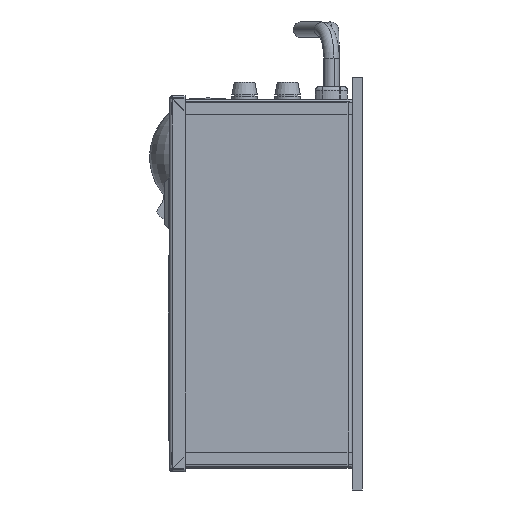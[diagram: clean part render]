
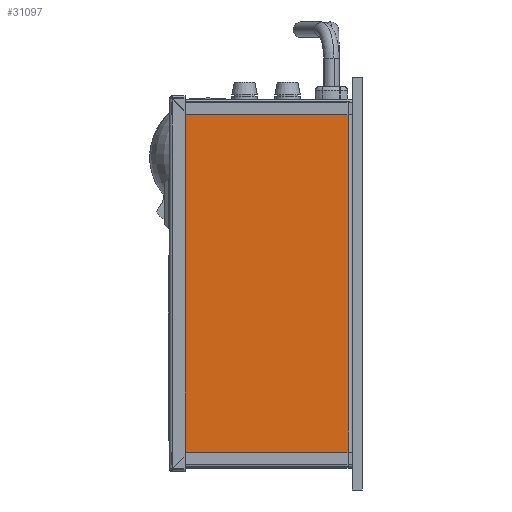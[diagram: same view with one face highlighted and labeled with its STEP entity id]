
A CAD part, left-side view. The second image highlights one B-rep face of the part: STEP entity #31097.
In plain terms, the highlighted face is planar.
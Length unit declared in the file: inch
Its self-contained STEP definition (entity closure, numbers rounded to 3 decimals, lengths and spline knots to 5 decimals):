
#150 = LINE ( 'NONE', #55721, #58304 ) ;
#501 = VERTEX_POINT ( 'NONE', #50841 ) ;
#1892 = ORIENTED_EDGE ( 'NONE', *, *, #10548, .T. ) ;
#3752 = EDGE_CURVE ( 'NONE', #31644, #23272, #150, .T. ) ;
#5646 = CIRCLE ( 'NONE', #30445, 0.31 ) ;
#5764 = CARTESIAN_POINT ( 'NONE',  ( 0.73, 0.0302, 8.84 ) ) ;
#7645 = CARTESIAN_POINT ( 'NONE',  ( 0.73, 4.0222, 0. ) ) ;
#9245 = CARTESIAN_POINT ( 'NONE',  ( 0.73, 4.0222, 8.53 ) ) ;
#10548 = EDGE_CURVE ( 'NONE', #70076, #31644, #46106, .T. ) ;
#11336 = CARTESIAN_POINT ( 'NONE',  ( 0.73, 4.3322, 8.84 ) ) ;
#11703 = DIRECTION ( 'NONE',  ( 0., -1., 0. ) ) ;
#15748 = VECTOR ( 'NONE', #51222, 39.37008 ) ;
#16881 = CARTESIAN_POINT ( 'NONE',  ( 0.73, 4.3322, 8.84 ) ) ;
#17578 = CARTESIAN_POINT ( 'NONE',  ( 0.73, 4.3322, 8.84 ) ) ;
#21083 = DIRECTION ( 'NONE',  ( 1., 0., 0. ) ) ;
#23272 = VERTEX_POINT ( 'NONE', #7645 ) ;
#25233 = VECTOR ( 'NONE', #29835, 39.37008 ) ;
#27062 = EDGE_CURVE ( 'NONE', #70076, #64424, #56779, .T. ) ;
#28713 = DIRECTION ( 'NONE',  ( 0., 0., -1. ) ) ;
#29835 = DIRECTION ( 'NONE',  ( 0., 0., -1. ) ) ;
#30445 = AXIS2_PLACEMENT_3D ( 'NONE', #38974, #44528, #61579 ) ;
#31097 = ADVANCED_FACE ( 'NONE', ( #67605 ), #63154, .F. ) ;
#31644 = VERTEX_POINT ( 'NONE', #32659 ) ;
#32659 = CARTESIAN_POINT ( 'NONE',  ( 0.73, 0.0302, 0. ) ) ;
#33778 = ORIENTED_EDGE ( 'NONE', *, *, #55040, .T. ) ;
#33975 = ORIENTED_EDGE ( 'NONE', *, *, #66188, .F. ) ;
#35651 = CARTESIAN_POINT ( 'NONE',  ( 0.73, 4.3322, 8.53 ) ) ;
#35708 = ORIENTED_EDGE ( 'NONE', *, *, #53352, .T. ) ;
#37777 = ORIENTED_EDGE ( 'NONE', *, *, #27062, .F. ) ;
#38423 = DIRECTION ( 'NONE',  ( 0., -1., 0. ) ) ;
#38974 = CARTESIAN_POINT ( 'NONE',  ( 0.73, 4.0222, 0.31 ) ) ;
#42268 = CIRCLE ( 'NONE', #45803, 0.31 ) ;
#44528 = DIRECTION ( 'NONE',  ( 1., 0., 0. ) ) ;
#45803 = AXIS2_PLACEMENT_3D ( 'NONE', #9245, #21083, #38423 ) ;
#46106 = LINE ( 'NONE', #5764, #25233 ) ;
#47040 = ORIENTED_EDGE ( 'NONE', *, *, #3752, .T. ) ;
#48156 = CARTESIAN_POINT ( 'NONE',  ( 0.73, 4.0222, 8.84 ) ) ;
#49427 = DIRECTION ( 'NONE',  ( 0., 1., 0. ) ) ;
#50841 = CARTESIAN_POINT ( 'NONE',  ( 0.73, 4.3322, 0.31 ) ) ;
#51222 = DIRECTION ( 'NONE',  ( 0., 1., 0. ) ) ;
#53195 = VERTEX_POINT ( 'NONE', #35651 ) ;
#53352 = EDGE_CURVE ( 'NONE', #53195, #64424, #42268, .T. ) ;
#55040 = EDGE_CURVE ( 'NONE', #23272, #501, #5646, .T. ) ;
#55721 = CARTESIAN_POINT ( 'NONE',  ( 0.73, 4.3322, 0. ) ) ;
#56779 = LINE ( 'NONE', #17578, #15748 ) ;
#58304 = VECTOR ( 'NONE', #49427, 39.37008 ) ;
#61579 = DIRECTION ( 'NONE',  ( 0., -1., 0. ) ) ;
#62782 = DIRECTION ( 'NONE',  ( -1., 0., 0. ) ) ;
#63154 = PLANE ( 'NONE',  #68155 ) ;
#64214 = VECTOR ( 'NONE', #28713, 39.37008 ) ;
#64424 = VERTEX_POINT ( 'NONE', #48156 ) ;
#66112 = EDGE_LOOP ( 'NONE', ( #47040, #33778, #33975, #35708, #37777, #1892 ) ) ;
#66188 = EDGE_CURVE ( 'NONE', #53195, #501, #67567, .T. ) ;
#67567 = LINE ( 'NONE', #16881, #64214 ) ;
#67605 = FACE_OUTER_BOUND ( 'NONE', #66112, .T. ) ;
#68155 = AXIS2_PLACEMENT_3D ( 'NONE', #11336, #62782, #11703 ) ;
#69861 = CARTESIAN_POINT ( 'NONE',  ( 0.73, 0.0302, 8.84 ) ) ;
#70076 = VERTEX_POINT ( 'NONE', #69861 ) ;
